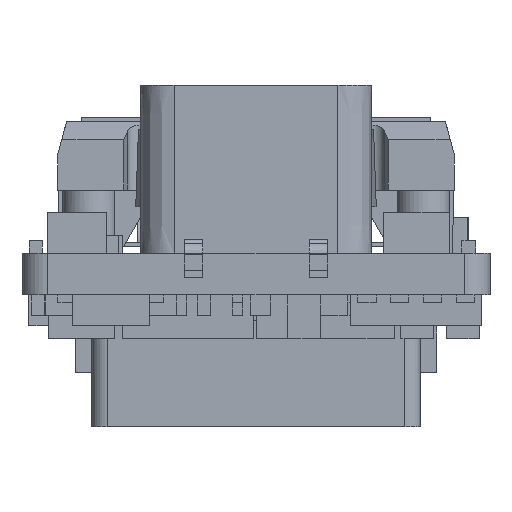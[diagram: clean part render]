
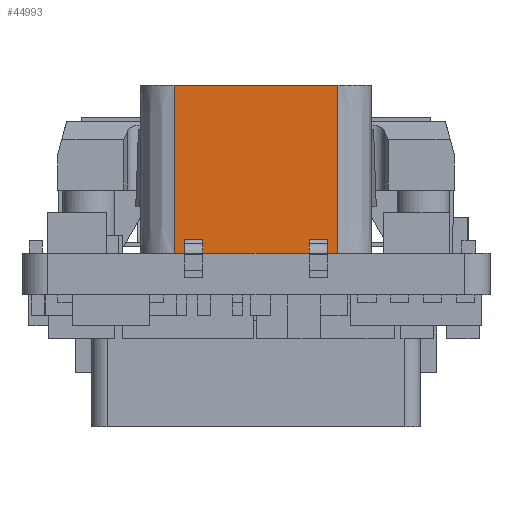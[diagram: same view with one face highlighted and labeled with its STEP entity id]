
A CAD part, front view. The second image highlights one B-rep face of the part: STEP entity #44993.
In plain terms, the highlighted planar face has unit normal (0, -1, 0).
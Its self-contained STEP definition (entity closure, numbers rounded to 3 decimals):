
#42527=CARTESIAN_POINT('',(3.17,-1.58,0.));
#42587=CARTESIAN_POINT('',(-3.17,-1.58,0.));
#42592=DIRECTION('',(1.,0.,0.));
#42593=VECTOR('',#42592,0.7);
#42594=CARTESIAN_POINT('',(-2.75,-1.58,
0.126));
#42595=LINE('',#42594,#42593);
#42599=DIRECTION('',(0.,0.,1.));
#42600=VECTOR('',#42599,0.424);
#42601=CARTESIAN_POINT('',(-2.05,-1.58,
0.126));
#42602=LINE('',#42601,#42600);
#42606=DIRECTION('',(-1.,0.,0.));
#42607=VECTOR('',#42606,0.7);
#42608=CARTESIAN_POINT('',(-2.05,-1.58,
0.55));
#42609=LINE('',#42608,#42607);
#42613=DIRECTION('',(0.,0.,1.));
#42614=VECTOR('',#42613,0.424);
#42615=CARTESIAN_POINT('',(-2.75,-1.58,
0.126));
#42616=LINE('',#42615,#42614);
#42620=DIRECTION('',(-1.,0.,0.));
#42621=VECTOR('',#42620,6.34);
#42622=CARTESIAN_POINT('',(3.17,-1.58,0.));
#42623=LINE('',#42622,#42621);
#42627=DIRECTION('',(0.,0.,1.));
#42628=VECTOR('',#42627,6.5);
#42629=CARTESIAN_POINT('',(-3.17,-1.58,0.));
#42630=LINE('',#42629,#42628);
#42634=DIRECTION('',(1.,0.,0.));
#42635=VECTOR('',#42634,6.34);
#42636=CARTESIAN_POINT('',(-3.17,-1.58,6.5));
#42637=LINE('',#42636,#42635);
#42641=DIRECTION('',(1.,0.,0.));
#42642=VECTOR('',#42641,0.7);
#42643=CARTESIAN_POINT('',(2.05,-1.58,
0.126));
#42644=LINE('',#42643,#42642);
#42648=DIRECTION('',(0.,0.,1.));
#42649=VECTOR('',#42648,0.424);
#42650=CARTESIAN_POINT('',(2.75,-1.58,
0.126));
#42651=LINE('',#42650,#42649);
#42655=DIRECTION('',(1.,0.,0.));
#42656=VECTOR('',#42655,0.7);
#42657=CARTESIAN_POINT('',(2.05,-1.58,
0.55));
#42658=LINE('',#42657,#42656);
#42662=DIRECTION('',(0.,0.,1.));
#42663=VECTOR('',#42662,0.424);
#42664=CARTESIAN_POINT('',(2.05,-1.58,
0.126));
#42665=LINE('',#42664,#42663);
#42870=DIRECTION('',(0.,0.,1.));
#42871=VECTOR('',#42870,6.5);
#42872=CARTESIAN_POINT('',(3.17,-1.58,0.));
#42873=LINE('',#42872,#42871);
#42883=CARTESIAN_POINT('',(-3.17,-1.58,6.5));
#42931=CARTESIAN_POINT('',(3.17,-1.58,6.5));
#44645=VERTEX_POINT('',#42527);
#44655=VERTEX_POINT('',#42587);
#44881=CARTESIAN_POINT('',(2.05,-1.58,
0.126));
#44882=CARTESIAN_POINT('',(2.75,-1.58,
0.126));
#44883=VERTEX_POINT('',#44881);
#44884=VERTEX_POINT('',#44882);
#44885=CARTESIAN_POINT('',(2.05,-1.58,
0.55));
#44886=CARTESIAN_POINT('',(2.75,-1.58,
0.55));
#44887=VERTEX_POINT('',#44885);
#44888=VERTEX_POINT('',#44886);
#44905=CARTESIAN_POINT('',(-2.75,-1.58,
0.126));
#44906=CARTESIAN_POINT('',(-2.05,-1.58,
0.126));
#44907=VERTEX_POINT('',#44905);
#44908=VERTEX_POINT('',#44906);
#44909=CARTESIAN_POINT('',(-2.05,-1.58,
0.55));
#44910=CARTESIAN_POINT('',(-2.75,-1.58,
0.55));
#44911=VERTEX_POINT('',#44909);
#44912=VERTEX_POINT('',#44910);
#44913=VERTEX_POINT('',#42931);
#44923=VERTEX_POINT('',#42883);
#44959=CARTESIAN_POINT('',(0.,-1.58,0.));
#44960=DIRECTION('',(0.,-1.,0.));
#44961=DIRECTION('',(1.,0.,0.));
#44962=AXIS2_PLACEMENT_3D('',#44959,#44960,#44961);
#44963=PLANE('',#44962);
#44964=ORIENTED_EDGE('',*,*,#44940,.T.);
#44966=ORIENTED_EDGE('',*,*,#44965,.T.);
#44968=ORIENTED_EDGE('',*,*,#44967,.T.);
#44970=ORIENTED_EDGE('',*,*,#44969,.F.);
#44971=EDGE_LOOP('',(#44964,#44966,#44968,#44970));
#44972=FACE_OUTER_BOUND('',#44971,.F.);
#44974=ORIENTED_EDGE('',*,*,#44973,.T.);
#44976=ORIENTED_EDGE('',*,*,#44975,.T.);
#44978=ORIENTED_EDGE('',*,*,#44977,.T.);
#44980=ORIENTED_EDGE('',*,*,#44979,.F.);
#44981=EDGE_LOOP('',(#44974,#44976,#44978,#44980));
#44982=FACE_BOUND('',#44981,.F.);
#44984=ORIENTED_EDGE('',*,*,#44983,.T.);
#44986=ORIENTED_EDGE('',*,*,#44985,.T.);
#44988=ORIENTED_EDGE('',*,*,#44987,.F.);
#44990=ORIENTED_EDGE('',*,*,#44989,.F.);
#44991=EDGE_LOOP('',(#44984,#44986,#44988,#44990));
#44992=FACE_BOUND('',#44991,.F.);
#44993=ADVANCED_FACE('',(#44972,#44982,#44992),#44963,.T.);
#44940=EDGE_CURVE('',#44645,#44655,#42623,.T.);
#44965=EDGE_CURVE('',#44655,#44923,#42630,.T.);
#44967=EDGE_CURVE('',#44923,#44913,#42637,.T.);
#44969=EDGE_CURVE('',#44645,#44913,#42873,.T.);
#44973=EDGE_CURVE('',#44907,#44908,#42595,.T.);
#44975=EDGE_CURVE('',#44908,#44911,#42602,.T.);
#44977=EDGE_CURVE('',#44911,#44912,#42609,.T.);
#44979=EDGE_CURVE('',#44907,#44912,#42616,.T.);
#44983=EDGE_CURVE('',#44883,#44884,#42644,.T.);
#44985=EDGE_CURVE('',#44884,#44888,#42651,.T.);
#44987=EDGE_CURVE('',#44887,#44888,#42658,.T.);
#44989=EDGE_CURVE('',#44883,#44887,#42665,.T.);
